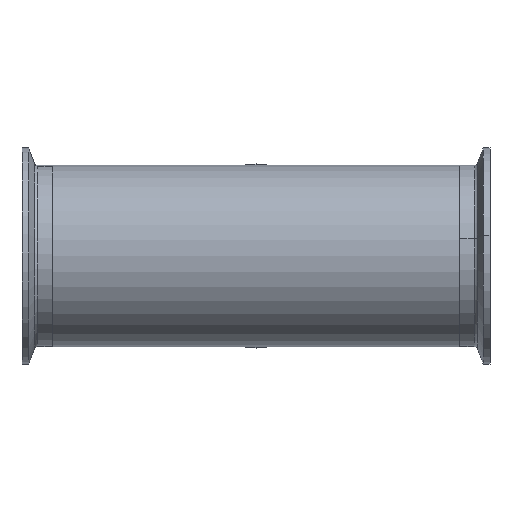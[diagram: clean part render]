
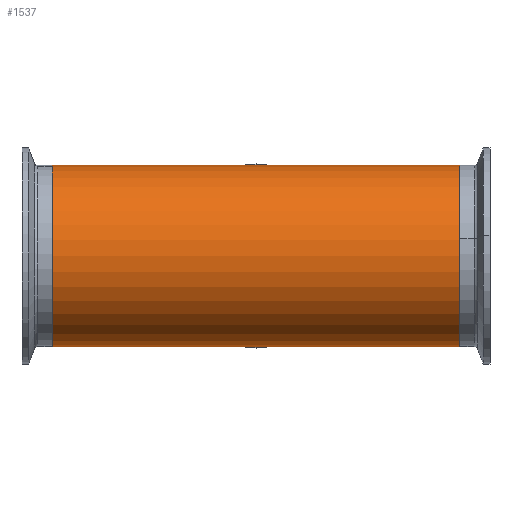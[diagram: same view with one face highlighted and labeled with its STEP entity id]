
A CAD part, front view. The second image highlights one B-rep face of the part: STEP entity #1537.
In plain terms, the highlighted cylindrical face has radius 38.1 mm (diameter 76.2 mm), a partial arc.
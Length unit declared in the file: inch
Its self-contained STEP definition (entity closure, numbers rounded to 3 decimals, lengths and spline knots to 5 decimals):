
#7 = VERTEX_POINT ( 'NONE', #2126 ) ;
#43 = ORIENTED_EDGE ( 'NONE', *, *, #1603, .T. ) ;
#58 = CIRCLE ( 'NONE', #1309, 1.5 ) ;
#140 = AXIS2_PLACEMENT_3D ( 'NONE', #1945, #1193, #1432 ) ;
#264 = ORIENTED_EDGE ( 'NONE', *, *, #2140, .T. ) ;
#363 = LINE ( 'NONE', #1796, #1138 ) ;
#545 = EDGE_CURVE ( 'NONE', #1765, #2183, #58, .T. ) ;
#799 = CARTESIAN_POINT ( 'NONE',  ( 3.37402, 0., -1.5 ) ) ;
#887 = DIRECTION ( 'NONE',  ( 0., 0., -1. ) ) ;
#894 = DIRECTION ( 'NONE',  ( 1., 0., 0. ) ) ;
#919 = CARTESIAN_POINT ( 'NONE',  ( -3.37402, 0., 0. ) ) ;
#1036 = DIRECTION ( 'NONE',  ( -1., 0., 0. ) ) ;
#1138 = VECTOR ( 'NONE', #2592, 39.37008 ) ;
#1193 = DIRECTION ( 'NONE',  ( -1., 0., 0. ) ) ;
#1309 = AXIS2_PLACEMENT_3D ( 'NONE', #1409, #894, #3257 ) ;
#1409 = CARTESIAN_POINT ( 'NONE',  ( 3.37402, 0., 0. ) ) ;
#1428 = LINE ( 'NONE', #2062, #2447 ) ;
#1432 = DIRECTION ( 'NONE',  ( 0., 0., 1. ) ) ;
#1537 = ADVANCED_FACE ( 'NONE', ( #2239 ), #2518, .T. ) ;
#1603 = EDGE_CURVE ( 'NONE', #1700, #7, #2941, .T. ) ;
#1700 = VERTEX_POINT ( 'NONE', #2991 ) ;
#1765 = VERTEX_POINT ( 'NONE', #3099 ) ;
#1796 = CARTESIAN_POINT ( 'NONE',  ( 3.37402, 0., -1.5 ) ) ;
#1906 = ORIENTED_EDGE ( 'NONE', *, *, #1915, .F. ) ;
#1915 = EDGE_CURVE ( 'NONE', #2183, #7, #363, .T. ) ;
#1945 = CARTESIAN_POINT ( 'NONE',  ( 3.37402, 0., 0. ) ) ;
#2062 = CARTESIAN_POINT ( 'NONE',  ( 3.37402, 0., 1.5 ) ) ;
#2113 = AXIS2_PLACEMENT_3D ( 'NONE', #919, #2493, #887 ) ;
#2126 = CARTESIAN_POINT ( 'NONE',  ( -3.37402, 0., -1.5 ) ) ;
#2140 = EDGE_CURVE ( 'NONE', #1765, #1700, #1428, .T. ) ;
#2183 = VERTEX_POINT ( 'NONE', #799 ) ;
#2239 = FACE_OUTER_BOUND ( 'NONE', #3043, .T. ) ;
#2447 = VECTOR ( 'NONE', #1036, 39.37008 ) ;
#2493 = DIRECTION ( 'NONE',  ( 1., 0., 0. ) ) ;
#2518 = CYLINDRICAL_SURFACE ( 'NONE', #140, 1.5 ) ;
#2592 = DIRECTION ( 'NONE',  ( -1., 0., 0. ) ) ;
#2941 = CIRCLE ( 'NONE', #2113, 1.5 ) ;
#2991 = CARTESIAN_POINT ( 'NONE',  ( -3.37402, 0., 1.5 ) ) ;
#3043 = EDGE_LOOP ( 'NONE', ( #1906, #3402, #264, #43 ) ) ;
#3099 = CARTESIAN_POINT ( 'NONE',  ( 3.37402, 0., 1.5 ) ) ;
#3257 = DIRECTION ( 'NONE',  ( 0., 0., -1. ) ) ;
#3402 = ORIENTED_EDGE ( 'NONE', *, *, #545, .F. ) ;
